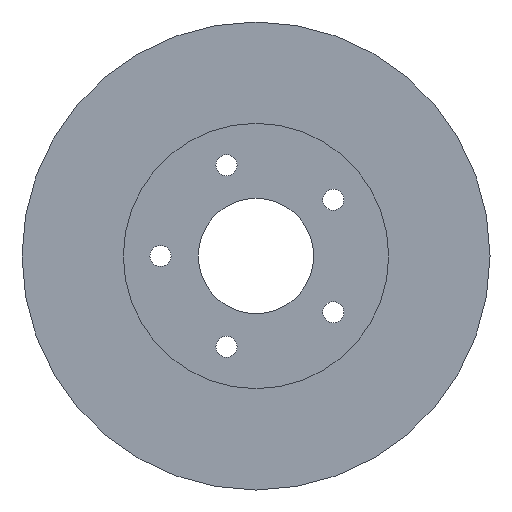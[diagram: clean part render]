
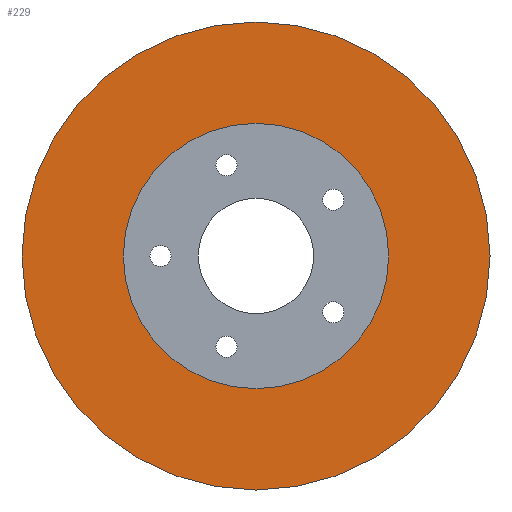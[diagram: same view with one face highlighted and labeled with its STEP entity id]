
A CAD part, left-side view. The second image highlights one B-rep face of the part: STEP entity #229.
In plain terms, the highlighted planar face has unit normal (-1, 0, 0).
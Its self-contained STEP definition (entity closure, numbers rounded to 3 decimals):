
#28=FACE_BOUND('',#72,.T.);
#32=PLANE('',#274);
#45=FACE_OUTER_BOUND('',#71,.T.);
#71=EDGE_LOOP('',(#206));
#72=EDGE_LOOP('',(#207));
#91=CIRCLE('',#245,79.35);
#102=CIRCLE('',#260,140.);
#109=VERTEX_POINT('',#350);
#120=VERTEX_POINT('',#378);
#127=EDGE_CURVE('',#109,#109,#91,.T.);
#141=EDGE_CURVE('',#120,#120,#102,.F.);
#206=ORIENTED_EDGE('',*,*,#141,.F.);
#207=ORIENTED_EDGE('',*,*,#127,.T.);
#229=ADVANCED_FACE('',(#45,#28),#32,.T.);
#245=AXIS2_PLACEMENT_3D('',#351,#279,#280);
#260=AXIS2_PLACEMENT_3D('',#380,#312,#313);
#274=AXIS2_PLACEMENT_3D('',#406,#346,#347);
#279=DIRECTION('center_axis',(1.,0.,0.));
#280=DIRECTION('ref_axis',(0.,1.,0.));
#312=DIRECTION('center_axis',(-1.,0.,0.));
#313=DIRECTION('ref_axis',(0.,1.,0.));
#346=DIRECTION('center_axis',(-1.,0.,0.));
#347=DIRECTION('ref_axis',(0.,-1.,0.));
#350=CARTESIAN_POINT('',(21.3,-79.35,0.));
#351=CARTESIAN_POINT('Origin',(21.3,0.,0.));
#378=CARTESIAN_POINT('',(21.3,-140.,0.));
#380=CARTESIAN_POINT('Origin',(21.3,0.,0.));
#406=CARTESIAN_POINT('Origin',(21.3,85.95,0.));
